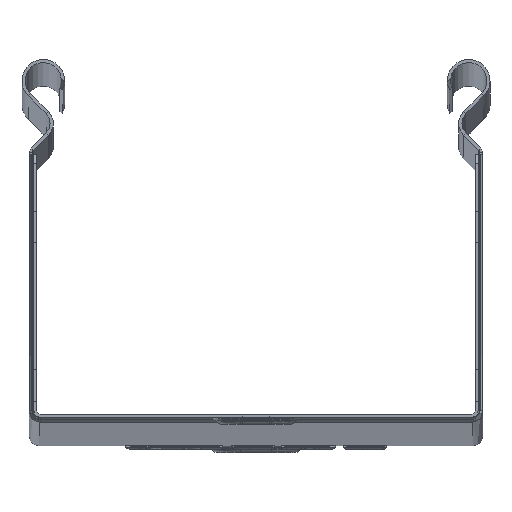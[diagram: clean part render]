
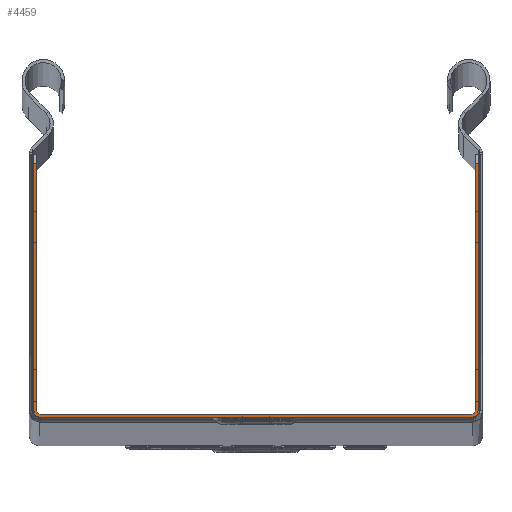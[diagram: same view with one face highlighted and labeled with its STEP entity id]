
A CAD part, top view. The second image highlights one B-rep face of the part: STEP entity #4459.
In plain terms, the highlighted planar face has unit normal (0, 0, 1).
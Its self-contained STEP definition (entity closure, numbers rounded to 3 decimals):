
#301 = CARTESIAN_POINT ( 'NONE',  ( -1.7, 57.06, 3000. ) ) ;
#670 = VERTEX_POINT ( 'NONE', #2611 ) ;
#686 = VECTOR ( 'NONE', #4030, 1000. ) ;
#788 = DIRECTION ( 'NONE',  ( 0., -1., 0. ) ) ;
#1117 = ORIENTED_EDGE ( 'NONE', *, *, #17782, .T. ) ;
#1497 = AXIS2_PLACEMENT_3D ( 'NONE', #19214, #8542, #17969 ) ;
#1619 = CARTESIAN_POINT ( 'NONE',  ( -2.5, 1.7, 3000. ) ) ;
#1809 = VERTEX_POINT ( 'NONE', #11014 ) ;
#1993 = CARTESIAN_POINT ( 'NONE',  ( -99., 57.06, 3000. ) ) ;
#2108 = EDGE_CURVE ( 'NONE', #1809, #11430, #4532, .T. ) ;
#2116 = VECTOR ( 'NONE', #19473, 1000. ) ;
#2199 = ORIENTED_EDGE ( 'NONE', *, *, #2108, .F. ) ;
#2224 = DIRECTION ( 'NONE',  ( 0., 0., -1. ) ) ;
#2309 = ORIENTED_EDGE ( 'NONE', *, *, #11285, .F. ) ;
#2359 = CARTESIAN_POINT ( 'NONE',  ( -2.5, 2.5, 3000. ) ) ;
#2463 = EDGE_CURVE ( 'NONE', #17073, #11659, #10230, .T. ) ;
#2611 = CARTESIAN_POINT ( 'NONE',  ( -97.5, 1.7, 3000. ) ) ;
#2666 = DIRECTION ( 'NONE',  ( 1., 0., 0. ) ) ;
#2955 = CARTESIAN_POINT ( 'NONE',  ( -99., 2.5, 3000. ) ) ;
#3492 = EDGE_CURVE ( 'NONE', #670, #7090, #16845, .T. ) ;
#3516 = VECTOR ( 'NONE', #13928, 1000. ) ;
#3925 = ORIENTED_EDGE ( 'NONE', *, *, #16820, .T. ) ;
#4030 = DIRECTION ( 'NONE',  ( -1., 0., 0. ) ) ;
#4044 = CIRCLE ( 'NONE', #12994, 1.5 ) ;
#4459 = ADVANCED_FACE ( 'NONE', ( #5609 ), #5626, .T. ) ;
#4532 = LINE ( 'NONE', #14317, #16186 ) ;
#5525 = ORIENTED_EDGE ( 'NONE', *, *, #12190, .T. ) ;
#5609 = FACE_OUTER_BOUND ( 'NONE', #14095, .T. ) ;
#5626 = PLANE ( 'NONE',  #1497 ) ;
#5876 = VERTEX_POINT ( 'NONE', #18214 ) ;
#6237 = VERTEX_POINT ( 'NONE', #10545 ) ;
#6445 = CARTESIAN_POINT ( 'NONE',  ( -1., 1., 3000. ) ) ;
#6663 = ORIENTED_EDGE ( 'NONE', *, *, #12054, .T. ) ;
#6721 = CARTESIAN_POINT ( 'NONE',  ( -50., 1.7, 3000. ) ) ;
#6784 = LINE ( 'NONE', #6721, #686 ) ;
#6915 = LINE ( 'NONE', #8347, #9809 ) ;
#7090 = VERTEX_POINT ( 'NONE', #17269 ) ;
#7141 = DIRECTION ( 'NONE',  ( 0., -1., 0. ) ) ;
#7179 = ORIENTED_EDGE ( 'NONE', *, *, #9395, .F. ) ;
#7507 = CARTESIAN_POINT ( 'NONE',  ( -98.3, 59.06, 3000. ) ) ;
#7549 = ORIENTED_EDGE ( 'NONE', *, *, #16476, .F. ) ;
#7975 = EDGE_CURVE ( 'NONE', #11659, #14596, #6915, .T. ) ;
#8347 = CARTESIAN_POINT ( 'NONE',  ( -99., 59.06, 3000. ) ) ;
#8416 = LINE ( 'NONE', #9900, #13455 ) ;
#8542 = DIRECTION ( 'NONE',  ( 0., 0., 1. ) ) ;
#9099 = AXIS2_PLACEMENT_3D ( 'NONE', #17114, #12577, #18581 ) ;
#9122 = DIRECTION ( 'NONE',  ( 0., -1., 0. ) ) ;
#9240 = VECTOR ( 'NONE', #7141, 1000. ) ;
#9395 = EDGE_CURVE ( 'NONE', #5876, #14596, #4044, .T. ) ;
#9454 = AXIS2_PLACEMENT_3D ( 'NONE', #18518, #18654, #14062 ) ;
#9809 = VECTOR ( 'NONE', #18747, 1000. ) ;
#9900 = CARTESIAN_POINT ( 'NONE',  ( -1., 57.06, 3000. ) ) ;
#10230 = LINE ( 'NONE', #19543, #2116 ) ;
#10545 = CARTESIAN_POINT ( 'NONE',  ( -2.5, 1., 3000. ) ) ;
#10608 = VECTOR ( 'NONE', #9122, 1000. ) ;
#11014 = CARTESIAN_POINT ( 'NONE',  ( -1., 57.06, 3000. ) ) ;
#11248 = EDGE_CURVE ( 'NONE', #6237, #5876, #15416, .T. ) ;
#11285 = EDGE_CURVE ( 'NONE', #11430, #6237, #14724, .T. ) ;
#11430 = VERTEX_POINT ( 'NONE', #14176 ) ;
#11436 = AXIS2_PLACEMENT_3D ( 'NONE', #2359, #2224, #12991 ) ;
#11625 = VERTEX_POINT ( 'NONE', #1619 ) ;
#11659 = VERTEX_POINT ( 'NONE', #1993 ) ;
#11787 = LINE ( 'NONE', #7507, #10608 ) ;
#11789 = CARTESIAN_POINT ( 'NONE',  ( -97.5, 2.5, 3000. ) ) ;
#12054 = EDGE_CURVE ( 'NONE', #11625, #670, #6784, .T. ) ;
#12087 = CARTESIAN_POINT ( 'NONE',  ( -98.3, 57.06, 3000. ) ) ;
#12190 = EDGE_CURVE ( 'NONE', #14082, #16053, #12333, .T. ) ;
#12333 = LINE ( 'NONE', #13213, #9240 ) ;
#12577 = DIRECTION ( 'NONE',  ( 0., 0., -1. ) ) ;
#12753 = ORIENTED_EDGE ( 'NONE', *, *, #3492, .T. ) ;
#12991 = DIRECTION ( 'NONE',  ( -1., 0., 0. ) ) ;
#12994 = AXIS2_PLACEMENT_3D ( 'NONE', #11789, #14981, #2666 ) ;
#13213 = CARTESIAN_POINT ( 'NONE',  ( -1.7, 59.06, 3000. ) ) ;
#13405 = ORIENTED_EDGE ( 'NONE', *, *, #7975, .T. ) ;
#13455 = VECTOR ( 'NONE', #15812, 1000. ) ;
#13590 = ORIENTED_EDGE ( 'NONE', *, *, #2463, .T. ) ;
#13750 = CARTESIAN_POINT ( 'NONE',  ( -1.7, 2.5, 3000. ) ) ;
#13928 = DIRECTION ( 'NONE',  ( -1., 0., 0. ) ) ;
#14062 = DIRECTION ( 'NONE',  ( 1., 0., 0. ) ) ;
#14082 = VERTEX_POINT ( 'NONE', #301 ) ;
#14095 = EDGE_LOOP ( 'NONE', ( #2199, #3925, #5525, #1117, #6663, #12753, #7549, #13590, #13405, #7179, #17757, #2309 ) ) ;
#14176 = CARTESIAN_POINT ( 'NONE',  ( -1., 2.5, 3000. ) ) ;
#14317 = CARTESIAN_POINT ( 'NONE',  ( -1., 59.06, 3000. ) ) ;
#14596 = VERTEX_POINT ( 'NONE', #2955 ) ;
#14724 = CIRCLE ( 'NONE', #9454, 1.5 ) ;
#14981 = DIRECTION ( 'NONE',  ( 0., 0., -1. ) ) ;
#15416 = LINE ( 'NONE', #6445, #3516 ) ;
#15812 = DIRECTION ( 'NONE',  ( -1., 0., 0. ) ) ;
#16053 = VERTEX_POINT ( 'NONE', #13750 ) ;
#16186 = VECTOR ( 'NONE', #788, 1000. ) ;
#16255 = CIRCLE ( 'NONE', #11436, 0.8 ) ;
#16476 = EDGE_CURVE ( 'NONE', #17073, #7090, #11787, .T. ) ;
#16820 = EDGE_CURVE ( 'NONE', #1809, #14082, #8416, .T. ) ;
#16845 = CIRCLE ( 'NONE', #9099, 0.8 ) ;
#17073 = VERTEX_POINT ( 'NONE', #12087 ) ;
#17114 = CARTESIAN_POINT ( 'NONE',  ( -97.5, 2.5, 3000. ) ) ;
#17269 = CARTESIAN_POINT ( 'NONE',  ( -98.3, 2.5, 3000. ) ) ;
#17757 = ORIENTED_EDGE ( 'NONE', *, *, #11248, .F. ) ;
#17782 = EDGE_CURVE ( 'NONE', #16053, #11625, #16255, .T. ) ;
#17969 = DIRECTION ( 'NONE',  ( 0., -1., 0. ) ) ;
#18214 = CARTESIAN_POINT ( 'NONE',  ( -97.5, 1., 3000. ) ) ;
#18518 = CARTESIAN_POINT ( 'NONE',  ( -2.5, 2.5, 3000. ) ) ;
#18581 = DIRECTION ( 'NONE',  ( 1., 0., 0. ) ) ;
#18654 = DIRECTION ( 'NONE',  ( 0., 0., -1. ) ) ;
#18747 = DIRECTION ( 'NONE',  ( 0., -1., 0. ) ) ;
#19214 = CARTESIAN_POINT ( 'NONE',  ( -1., 59.06, 3000. ) ) ;
#19473 = DIRECTION ( 'NONE',  ( -1., 0., 0. ) ) ;
#19543 = CARTESIAN_POINT ( 'NONE',  ( -1., 57.06, 3000. ) ) ;
